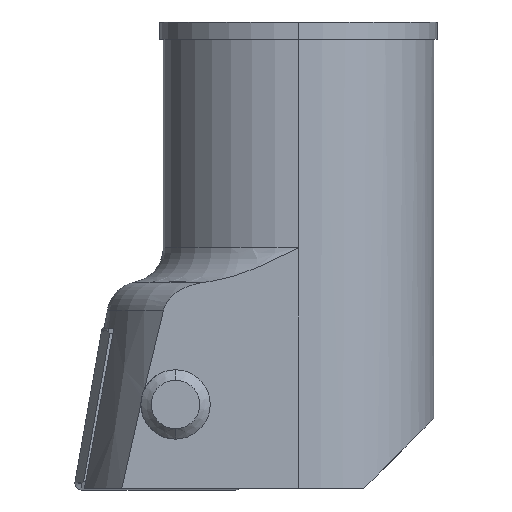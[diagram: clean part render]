
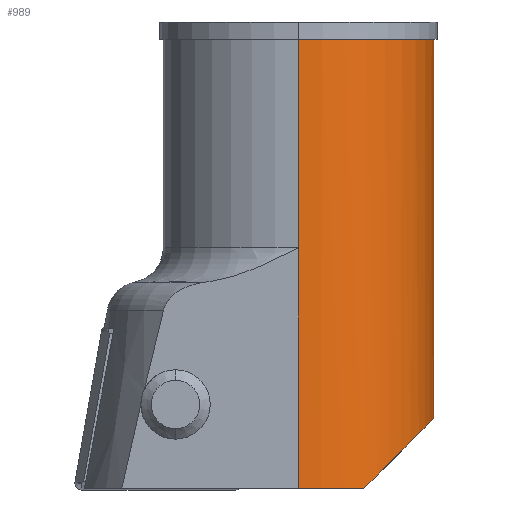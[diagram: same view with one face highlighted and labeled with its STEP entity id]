
A CAD part, front view. The second image highlights one B-rep face of the part: STEP entity #989.
In plain terms, the highlighted cylindrical face has radius 7.8 mm (diameter 15.6 mm), a partial arc.
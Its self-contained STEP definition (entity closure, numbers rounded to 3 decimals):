
#637=EDGE_CURVE('NONE',#1573,#1669,#1787,.T.);
#753=EDGE_CURVE('',#1061,#1573,#1913,.T.);
#837=VERTEX_POINT('',#2008);
#843=VERTEX_POINT('NONE',#2015);
#903=EDGE_CURVE('NONE',#1669,#843,#2083,.F.);
#921=EDGE_CURVE('NONE',#997,#837,#2103,.F.);
#967=EDGE_CURVE('NONE',#993,#1061,#2153,.F.);
#989=ADVANCED_FACE('NONE',(#2177),#2178,.T.);
#993=VERTEX_POINT('NONE',#2182);
#997=VERTEX_POINT('NONE',#2186);
#1033=EDGE_CURVE('',#837,#993,#2225,.T.);
#1061=VERTEX_POINT('',#2259);
#1485=EDGE_CURVE('NONE',#843,#997,#2728,.F.);
#1573=VERTEX_POINT('NONE',#2820);
#1669=VERTEX_POINT('NONE',#2929);
#1787=LINE('',#3052,#3053);
#1913=LINE('',#3234,#3235);
#2008=CARTESIAN_POINT('',(0.,7.8,-12.678));
#2015=CARTESIAN_POINT('',(3.769,-6.829,-26.412));
#2083=CIRCLE('',#3469,7.8);
#2103=ELLIPSE('',#3496,10.4,7.8);
#2153=CIRCLE('',#3565,7.8);
#2177=FACE_OUTER_BOUND('',#3594,.T.);
#2178=CYLINDRICAL_SURFACE('',#3595,7.8);
#2182=CARTESIAN_POINT('',(0.0,7.8,-0.5));
#2186=CARTESIAN_POINT('',(7.8,0.,-22.381));
#2225=LINE('',#3654,#3655);
#2259=CARTESIAN_POINT('',(0.,-7.8,-0.5));
#2728=ELLIPSE('',#4372,11.031,7.8);
#2820=CARTESIAN_POINT('',(0.,-7.8,-12.528));
#2929=CARTESIAN_POINT('',(0.,-7.8,-26.412));
#3052=CARTESIAN_POINT('',(0.0,-7.8,-26.412));
#3053=VECTOR('',#4783,1.0);
#3234=CARTESIAN_POINT('',(0.,-7.8,-26.412));
#3235=VECTOR('',#4924,1.0);
#3469=AXIS2_PLACEMENT_3D('',#5165,#5166,#5167);
#3496=AXIS2_PLACEMENT_3D('',#5191,#5192,#5193);
#3565=AXIS2_PLACEMENT_3D('',#5255,#5256,#5257);
#3594=EDGE_LOOP('',(#5293,#5294,#5295,#5296,#5297,#5298,#5299));
#3595=AXIS2_PLACEMENT_3D('',#5300,#5301,#5302);
#3654=CARTESIAN_POINT('',(0.,7.8,-26.412));
#3655=VECTOR('',#5366,1.0);
#4372=AXIS2_PLACEMENT_3D('',#5993,#5994,#5995);
#4783=DIRECTION('',(0.0,0.0,-1.0));
#4924=DIRECTION('',(0.0,0.0,-1.0));
#5165=CARTESIAN_POINT('',(0.0,0.,-26.412));
#5166=DIRECTION('',(0.0,0.,-1.0));
#5167=DIRECTION('',(0.0,1.0,0.));
#5191=CARTESIAN_POINT('',(0.0,0.,-17.878));
#5192=DIRECTION('',(-0.433,0.5,-0.75));
#5193=DIRECTION('',(-0.491,0.567,0.661));
#5255=CARTESIAN_POINT('',(0.0,0.,-0.5));
#5256=DIRECTION('',(0.,0.,1.0));
#5257=DIRECTION('',(0.,1.0,0.));
#5293=ORIENTED_EDGE('',*,*,#1033,.T.);
#5294=ORIENTED_EDGE('',*,*,#967,.T.);
#5295=ORIENTED_EDGE('',*,*,#753,.T.);
#5296=ORIENTED_EDGE('',*,*,#637,.T.);
#5297=ORIENTED_EDGE('',*,*,#903,.T.);
#5298=ORIENTED_EDGE('',*,*,#1485,.T.);
#5299=ORIENTED_EDGE('',*,*,#921,.T.);
#5300=CARTESIAN_POINT('',(0.0,0.,-26.412));
#5301=DIRECTION('',(-0.0,-0.0,1.0));
#5302=DIRECTION('',(0.0,1.0,0.0));
#5366=DIRECTION('',(-0.0,-0.0,1.0));
#5993=CARTESIAN_POINT('',(0.0,0.,-30.181));
#5994=DIRECTION('',(0.707,0.0,-0.707));
#5995=DIRECTION('',(0.707,0.0,0.707));
